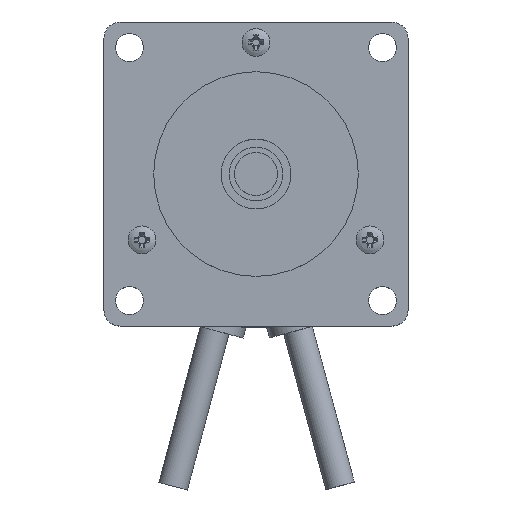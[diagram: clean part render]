
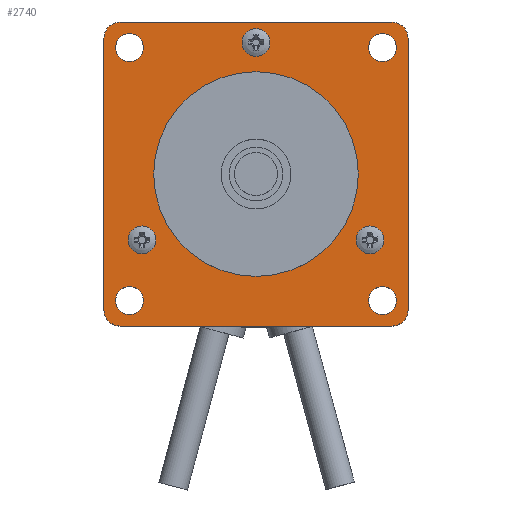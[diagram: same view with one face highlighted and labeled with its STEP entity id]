
A CAD part, top view. The second image highlights one B-rep face of the part: STEP entity #2740.
In plain terms, the highlighted planar face has unit normal (0, 0, 1).
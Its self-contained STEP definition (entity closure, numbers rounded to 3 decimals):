
#147=LINE('',#4909,#275);
#148=LINE('',#4913,#276);
#149=LINE('',#4917,#277);
#150=LINE('',#4921,#278);
#275=VECTOR('',#3908,50.6);
#276=VECTOR('',#3911,50.6);
#277=VECTOR('',#3914,50.6);
#278=VECTOR('',#3917,50.6);
#522=PLANE('',#3102);
#588=FACE_BOUND('',#1002,.T.);
#589=FACE_BOUND('',#1003,.T.);
#590=FACE_BOUND('',#1004,.T.);
#591=FACE_BOUND('',#1005,.T.);
#592=FACE_BOUND('',#1006,.T.);
#593=FACE_BOUND('',#1007,.T.);
#594=FACE_BOUND('',#1008,.T.);
#595=FACE_BOUND('',#1009,.T.);
#764=FACE_OUTER_BOUND('',#1001,.T.);
#1001=EDGE_LOOP('',(#2475,#2476,#2477,#2478,#2479,#2480,#2481,#2482));
#1002=EDGE_LOOP('',(#2483));
#1003=EDGE_LOOP('',(#2484));
#1004=EDGE_LOOP('',(#2485));
#1005=EDGE_LOOP('',(#2486));
#1006=EDGE_LOOP('',(#2487));
#1007=EDGE_LOOP('',(#2488));
#1008=EDGE_LOOP('',(#2489));
#1009=EDGE_LOOP('',(#2490));
#1192=CIRCLE('',#3100,19.05);
#1193=CIRCLE('',#3103,3.);
#1194=CIRCLE('',#3104,3.);
#1195=CIRCLE('',#3105,3.);
#1196=CIRCLE('',#3106,3.);
#1197=CIRCLE('',#3107,2.6);
#1198=CIRCLE('',#3108,2.6);
#1199=CIRCLE('',#3109,2.6);
#1200=CIRCLE('',#3110,2.6);
#1201=CIRCLE('',#3111,2.6);
#1202=CIRCLE('',#3112,2.6);
#1203=CIRCLE('',#3113,2.6);
#1451=VERTEX_POINT('',#4903);
#1452=VERTEX_POINT('',#4907);
#1453=VERTEX_POINT('',#4908);
#1454=VERTEX_POINT('',#4910);
#1455=VERTEX_POINT('',#4912);
#1456=VERTEX_POINT('',#4914);
#1457=VERTEX_POINT('',#4916);
#1458=VERTEX_POINT('',#4918);
#1459=VERTEX_POINT('',#4920);
#1460=VERTEX_POINT('',#4923);
#1461=VERTEX_POINT('',#4925);
#1462=VERTEX_POINT('',#4927);
#1463=VERTEX_POINT('',#4929);
#1464=VERTEX_POINT('',#4931);
#1465=VERTEX_POINT('',#4933);
#1466=VERTEX_POINT('',#4935);
#1802=EDGE_CURVE('',#1451,#1451,#1192,.T.);
#1803=EDGE_CURVE('',#1452,#1453,#147,.T.);
#1804=EDGE_CURVE('',#1454,#1452,#1193,.T.);
#1805=EDGE_CURVE('',#1455,#1454,#148,.T.);
#1806=EDGE_CURVE('',#1456,#1455,#1194,.T.);
#1807=EDGE_CURVE('',#1457,#1456,#149,.T.);
#1808=EDGE_CURVE('',#1458,#1457,#1195,.T.);
#1809=EDGE_CURVE('',#1459,#1458,#150,.T.);
#1810=EDGE_CURVE('',#1453,#1459,#1196,.T.);
#1811=EDGE_CURVE('',#1460,#1460,#1197,.T.);
#1812=EDGE_CURVE('',#1461,#1461,#1198,.T.);
#1813=EDGE_CURVE('',#1462,#1462,#1199,.T.);
#1814=EDGE_CURVE('',#1463,#1463,#1200,.T.);
#1815=EDGE_CURVE('',#1464,#1464,#1201,.T.);
#1816=EDGE_CURVE('',#1465,#1465,#1202,.T.);
#1817=EDGE_CURVE('',#1466,#1466,#1203,.T.);
#2475=ORIENTED_EDGE('',*,*,#1803,.F.);
#2476=ORIENTED_EDGE('',*,*,#1804,.F.);
#2477=ORIENTED_EDGE('',*,*,#1805,.F.);
#2478=ORIENTED_EDGE('',*,*,#1806,.F.);
#2479=ORIENTED_EDGE('',*,*,#1807,.F.);
#2480=ORIENTED_EDGE('',*,*,#1808,.F.);
#2481=ORIENTED_EDGE('',*,*,#1809,.F.);
#2482=ORIENTED_EDGE('',*,*,#1810,.F.);
#2483=ORIENTED_EDGE('',*,*,#1811,.T.);
#2484=ORIENTED_EDGE('',*,*,#1812,.T.);
#2485=ORIENTED_EDGE('',*,*,#1813,.T.);
#2486=ORIENTED_EDGE('',*,*,#1814,.T.);
#2487=ORIENTED_EDGE('',*,*,#1815,.T.);
#2488=ORIENTED_EDGE('',*,*,#1816,.T.);
#2489=ORIENTED_EDGE('',*,*,#1817,.T.);
#2490=ORIENTED_EDGE('',*,*,#1802,.T.);
#2740=ADVANCED_FACE('',(#764,#588,#589,#590,#591,#592,#593,#594,#595),#522,
 .T.);
#3100=AXIS2_PLACEMENT_3D('',#4904,#3902,#3903);
#3102=AXIS2_PLACEMENT_3D('',#4906,#3906,#3907);
#3103=AXIS2_PLACEMENT_3D('',#4911,#3909,#3910);
#3104=AXIS2_PLACEMENT_3D('',#4915,#3912,#3913);
#3105=AXIS2_PLACEMENT_3D('',#4919,#3915,#3916);
#3106=AXIS2_PLACEMENT_3D('',#4922,#3918,#3919);
#3107=AXIS2_PLACEMENT_3D('',#4924,#3920,#3921);
#3108=AXIS2_PLACEMENT_3D('',#4926,#3922,#3923);
#3109=AXIS2_PLACEMENT_3D('',#4928,#3924,#3925);
#3110=AXIS2_PLACEMENT_3D('',#4930,#3926,#3927);
#3111=AXIS2_PLACEMENT_3D('',#4932,#3928,#3929);
#3112=AXIS2_PLACEMENT_3D('',#4934,#3930,#3931);
#3113=AXIS2_PLACEMENT_3D('',#4936,#3932,#3933);
#3902=DIRECTION('center_axis',(0.,0.,
-1.));
#3903=DIRECTION('ref_axis',(-1.,0.,0.));
#3906=DIRECTION('center_axis',(0.,0.,
1.));
#3907=DIRECTION('ref_axis',(1.,0.,0.));
#3908=DIRECTION('',(1.,0.,0.));
#3909=DIRECTION('center_axis',(0.,0.,
-1.));
#3910=DIRECTION('ref_axis',(0.,-1.,0.));
#3911=DIRECTION('',(0.,1.,0.));
#3912=DIRECTION('center_axis',(0.,0.,
-1.));
#3913=DIRECTION('ref_axis',(1.,0.,0.));
#3914=DIRECTION('',(-1.,0.,0.));
#3915=DIRECTION('center_axis',(0.,0.,
-1.));
#3916=DIRECTION('ref_axis',(0.,1.,0.));
#3917=DIRECTION('',(0.,-1.,0.));
#3918=DIRECTION('center_axis',(0.,0.,
-1.));
#3919=DIRECTION('ref_axis',(-1.,0.,0.));
#3920=DIRECTION('center_axis',(0.,0.,
-1.));
#3921=DIRECTION('ref_axis',(-1.,0.,0.));
#3922=DIRECTION('center_axis',(0.,0.,
-1.));
#3923=DIRECTION('ref_axis',(-1.,0.,0.));
#3924=DIRECTION('center_axis',(0.,0.,
-1.));
#3925=DIRECTION('ref_axis',(-1.,0.,0.));
#3926=DIRECTION('center_axis',(0.,0.,
-1.));
#3927=DIRECTION('ref_axis',(-1.,0.,0.));
#3928=DIRECTION('center_axis',(0.,0.,
-1.));
#3929=DIRECTION('ref_axis',(-1.,0.,0.));
#3930=DIRECTION('center_axis',(0.,0.,
-1.));
#3931=DIRECTION('ref_axis',(-1.,0.,0.));
#3932=DIRECTION('center_axis',(0.,0.,
-1.));
#3933=DIRECTION('ref_axis',(-1.,0.,0.));
#4903=CARTESIAN_POINT('',(19.05,0.,50.5));
#4904=CARTESIAN_POINT('Origin',(0.,0.,
50.5));
#4906=CARTESIAN_POINT('Origin',(0.,0.,
50.5));
#4907=CARTESIAN_POINT('',(-25.3,28.3,50.5));
#4908=CARTESIAN_POINT('',(25.3,28.3,50.5));
#4909=CARTESIAN_POINT('',(-25.3,28.3,50.5));
#4910=CARTESIAN_POINT('',(-28.3,25.3,50.5));
#4911=CARTESIAN_POINT('Origin',(-25.3,25.3,50.5));
#4912=CARTESIAN_POINT('',(-28.3,-25.3,50.5));
#4913=CARTESIAN_POINT('',(-28.3,-25.3,50.5));
#4914=CARTESIAN_POINT('',(-25.3,-28.3,50.5));
#4915=CARTESIAN_POINT('Origin',(-25.3,-25.3,50.5));
#4916=CARTESIAN_POINT('',(25.3,-28.3,50.5));
#4917=CARTESIAN_POINT('',(25.3,-28.3,50.5));
#4918=CARTESIAN_POINT('',(28.3,-25.3,50.5));
#4919=CARTESIAN_POINT('Origin',(25.3,-25.3,50.5));
#4920=CARTESIAN_POINT('',(28.3,25.3,50.5));
#4921=CARTESIAN_POINT('',(28.3,25.3,50.5));
#4922=CARTESIAN_POINT('Origin',(25.3,25.3,50.5));
#4923=CARTESIAN_POINT('',(-20.95,-23.55,50.5));
#4924=CARTESIAN_POINT('Origin',(-23.55,-23.55,50.5));
#4925=CARTESIAN_POINT('',(-20.95,23.55,50.5));
#4926=CARTESIAN_POINT('Origin',(-23.55,23.55,50.5));
#4927=CARTESIAN_POINT('',(26.15,23.55,50.5));
#4928=CARTESIAN_POINT('Origin',(23.55,23.55,50.5));
#4929=CARTESIAN_POINT('',(26.15,-23.55,50.5));
#4930=CARTESIAN_POINT('Origin',(23.55,-23.55,50.5));
#4931=CARTESIAN_POINT('',(-18.618,-12.25,50.5));
#4932=CARTESIAN_POINT('Origin',(-21.218,-12.25,50.5));
#4933=CARTESIAN_POINT('',(23.818,-12.25,50.5));
#4934=CARTESIAN_POINT('Origin',(21.218,-12.25,50.5));
#4935=CARTESIAN_POINT('',(2.6,24.5,50.5));
#4936=CARTESIAN_POINT('Origin',(0.,24.5,
50.5));
